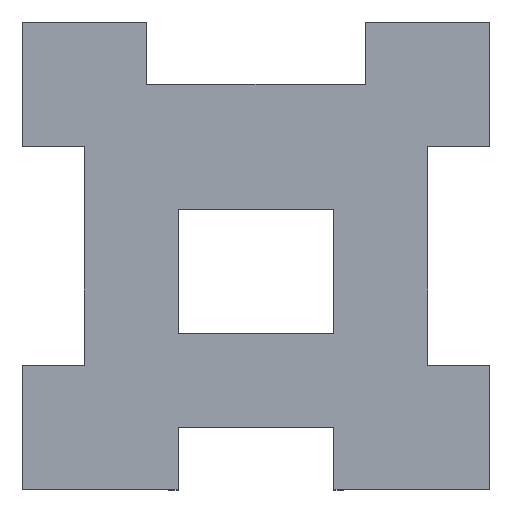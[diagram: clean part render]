
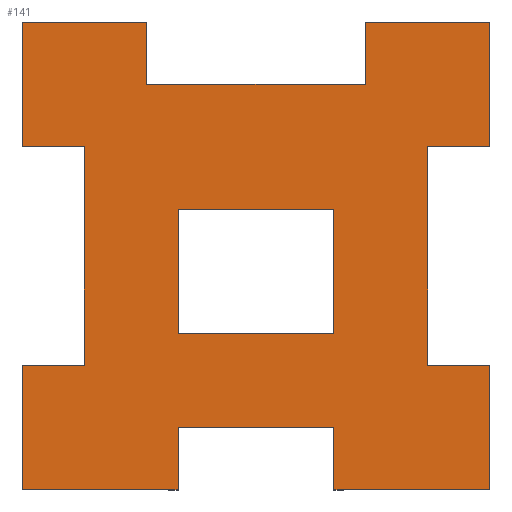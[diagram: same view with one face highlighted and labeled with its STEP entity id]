
A CAD part, top view. The second image highlights one B-rep face of the part: STEP entity #141.
In plain terms, the highlighted planar face has unit normal (0, 0, 1).
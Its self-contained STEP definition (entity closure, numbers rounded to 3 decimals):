
#113=FACE_BOUND('',#217,.T.);
#114=FACE_BOUND('',#218,.T.);
#141=ADVANCED_FACE('',(#113,#114),#167,.F.);
#167=PLANE('',#851);
#217=EDGE_LOOP('',(#317,#318,#319,#320,#321,#322,#323,#324,#325,#326,#327,
#328,#329,#330,#331,#332,#333,#334,#335,#336));
#218=EDGE_LOOP('',(#337,#338,#339,#340));
#317=ORIENTED_EDGE('',*,*,#425,.F.);
#318=ORIENTED_EDGE('',*,*,#482,.F.);
#319=ORIENTED_EDGE('',*,*,#479,.F.);
#320=ORIENTED_EDGE('',*,*,#476,.F.);
#321=ORIENTED_EDGE('',*,*,#473,.F.);
#322=ORIENTED_EDGE('',*,*,#470,.F.);
#323=ORIENTED_EDGE('',*,*,#467,.F.);
#324=ORIENTED_EDGE('',*,*,#464,.F.);
#325=ORIENTED_EDGE('',*,*,#461,.F.);
#326=ORIENTED_EDGE('',*,*,#458,.F.);
#327=ORIENTED_EDGE('',*,*,#455,.F.);
#328=ORIENTED_EDGE('',*,*,#452,.F.);
#329=ORIENTED_EDGE('',*,*,#449,.F.);
#330=ORIENTED_EDGE('',*,*,#446,.F.);
#331=ORIENTED_EDGE('',*,*,#443,.F.);
#332=ORIENTED_EDGE('',*,*,#440,.F.);
#333=ORIENTED_EDGE('',*,*,#437,.F.);
#334=ORIENTED_EDGE('',*,*,#434,.F.);
#335=ORIENTED_EDGE('',*,*,#431,.F.);
#336=ORIENTED_EDGE('',*,*,#428,.F.);
#337=ORIENTED_EDGE('',*,*,#415,.T.);
#338=ORIENTED_EDGE('',*,*,#484,.T.);
#339=ORIENTED_EDGE('',*,*,#421,.T.);
#340=ORIENTED_EDGE('',*,*,#418,.T.);
#367=VERTEX_POINT('',#1040);
#368=VERTEX_POINT('',#1042);
#370=VERTEX_POINT('',#1048);
#372=VERTEX_POINT('',#1054);
#375=VERTEX_POINT('',#1061);
#376=VERTEX_POINT('',#1063);
#378=VERTEX_POINT('',#1069);
#380=VERTEX_POINT('',#1075);
#382=VERTEX_POINT('',#1081);
#384=VERTEX_POINT('',#1087);
#386=VERTEX_POINT('',#1093);
#388=VERTEX_POINT('',#1099);
#390=VERTEX_POINT('',#1105);
#392=VERTEX_POINT('',#1111);
#394=VERTEX_POINT('',#1117);
#396=VERTEX_POINT('',#1123);
#398=VERTEX_POINT('',#1129);
#400=VERTEX_POINT('',#1135);
#402=VERTEX_POINT('',#1141);
#404=VERTEX_POINT('',#1147);
#406=VERTEX_POINT('',#1153);
#408=VERTEX_POINT('',#1159);
#410=VERTEX_POINT('',#1165);
#412=VERTEX_POINT('',#1171);
#415=EDGE_CURVE('',#368,#367,#593,.T.);
#418=EDGE_CURVE('',#370,#368,#596,.T.);
#421=EDGE_CURVE('',#372,#370,#599,.T.);
#425=EDGE_CURVE('',#375,#376,#603,.T.);
#428=EDGE_CURVE('',#376,#378,#606,.T.);
#431=EDGE_CURVE('',#378,#380,#609,.T.);
#434=EDGE_CURVE('',#380,#382,#612,.T.);
#437=EDGE_CURVE('',#382,#384,#615,.T.);
#440=EDGE_CURVE('',#384,#386,#618,.T.);
#443=EDGE_CURVE('',#386,#388,#621,.T.);
#446=EDGE_CURVE('',#388,#390,#624,.T.);
#449=EDGE_CURVE('',#390,#392,#627,.T.);
#452=EDGE_CURVE('',#392,#394,#630,.T.);
#455=EDGE_CURVE('',#394,#396,#633,.T.);
#458=EDGE_CURVE('',#396,#398,#636,.T.);
#461=EDGE_CURVE('',#398,#400,#639,.T.);
#464=EDGE_CURVE('',#400,#402,#642,.T.);
#467=EDGE_CURVE('',#402,#404,#645,.T.);
#470=EDGE_CURVE('',#404,#406,#648,.T.);
#473=EDGE_CURVE('',#406,#408,#651,.T.);
#476=EDGE_CURVE('',#408,#410,#654,.T.);
#479=EDGE_CURVE('',#410,#412,#657,.T.);
#482=EDGE_CURVE('',#412,#375,#660,.T.);
#484=EDGE_CURVE('',#367,#372,#662,.T.);
#593=LINE('',#1041,#691);
#596=LINE('',#1047,#694);
#599=LINE('',#1053,#697);
#603=LINE('',#1062,#701);
#606=LINE('',#1068,#704);
#609=LINE('',#1074,#707);
#612=LINE('',#1080,#710);
#615=LINE('',#1086,#713);
#618=LINE('',#1092,#716);
#621=LINE('',#1098,#719);
#624=LINE('',#1104,#722);
#627=LINE('',#1110,#725);
#630=LINE('',#1116,#728);
#633=LINE('',#1122,#731);
#636=LINE('',#1128,#734);
#639=LINE('',#1134,#737);
#642=LINE('',#1140,#740);
#645=LINE('',#1146,#743);
#648=LINE('',#1152,#746);
#651=LINE('',#1158,#749);
#654=LINE('',#1164,#752);
#657=LINE('',#1170,#755);
#660=LINE('',#1175,#758);
#662=LINE('',#1178,#760);
#691=VECTOR('',#885,1.);
#694=VECTOR('',#890,1.);
#697=VECTOR('',#895,1.);
#701=VECTOR('',#901,1.);
#704=VECTOR('',#906,1.);
#707=VECTOR('',#911,1.);
#710=VECTOR('',#916,1.);
#713=VECTOR('',#921,1.);
#716=VECTOR('',#926,1.);
#719=VECTOR('',#931,1.);
#722=VECTOR('',#936,1.);
#725=VECTOR('',#941,1.);
#728=VECTOR('',#946,1.);
#731=VECTOR('',#951,1.);
#734=VECTOR('',#956,1.);
#737=VECTOR('',#961,1.);
#740=VECTOR('',#966,1.);
#743=VECTOR('',#971,1.);
#746=VECTOR('',#976,1.);
#749=VECTOR('',#981,1.);
#752=VECTOR('',#986,1.);
#755=VECTOR('',#991,1.);
#758=VECTOR('',#996,1.);
#760=VECTOR('',#1000,1.);
#851=AXIS2_PLACEMENT_3D('',#1180,#1003,#1004);
#885=DIRECTION('',(0.,1.,0.));
#890=DIRECTION('',(-1.,0.,0.));
#895=DIRECTION('',(0.,-1.,0.));
#901=DIRECTION('',(0.,1.,0.));
#906=DIRECTION('',(1.,0.,0.));
#911=DIRECTION('',(0.,1.,0.));
#916=DIRECTION('',(-1.,0.,0.));
#921=DIRECTION('',(0.,1.,0.));
#926=DIRECTION('',(1.,0.,0.));
#931=DIRECTION('',(0.,-1.,0.));
#936=DIRECTION('',(1.,0.,0.));
#941=DIRECTION('',(0.,1.,0.));
#946=DIRECTION('',(1.,0.,0.));
#951=DIRECTION('',(0.,-1.,0.));
#956=DIRECTION('',(-1.,0.,0.));
#961=DIRECTION('',(0.,-1.,0.));
#966=DIRECTION('',(1.,0.,0.));
#971=DIRECTION('',(0.,-1.,0.));
#976=DIRECTION('',(-1.,0.,0.));
#981=DIRECTION('',(0.,1.,0.));
#986=DIRECTION('',(-1.,0.,0.));
#991=DIRECTION('',(0.,-1.,0.));
#996=DIRECTION('',(-1.,0.,0.));
#1000=DIRECTION('',(1.,0.,0.));
#1003=DIRECTION('',(0.,0.,-1.));
#1004=DIRECTION('',(-1.,0.,0.));
#1040=CARTESIAN_POINT('',(-5.,14.,4.));
#1041=CARTESIAN_POINT('',(-5.,6.,4.));
#1042=CARTESIAN_POINT('',(-5.,6.,4.));
#1047=CARTESIAN_POINT('',(5.,6.,4.));
#1048=CARTESIAN_POINT('',(5.,6.,4.));
#1053=CARTESIAN_POINT('',(5.,14.,4.));
#1054=CARTESIAN_POINT('',(5.,14.,4.));
#1061=CARTESIAN_POINT('',(-15.,-4.,4.));
#1062=CARTESIAN_POINT('',(-15.,-4.,4.));
#1063=CARTESIAN_POINT('',(-15.,4.,4.));
#1068=CARTESIAN_POINT('',(-15.,4.,4.));
#1069=CARTESIAN_POINT('',(-11.,4.,4.));
#1074=CARTESIAN_POINT('',(-11.,4.,4.));
#1075=CARTESIAN_POINT('',(-11.,18.,4.));
#1080=CARTESIAN_POINT('',(-11.,18.,4.));
#1081=CARTESIAN_POINT('',(-15.,18.,4.));
#1086=CARTESIAN_POINT('',(-15.,18.,4.));
#1087=CARTESIAN_POINT('',(-15.,26.,4.));
#1092=CARTESIAN_POINT('',(-15.,26.,4.));
#1093=CARTESIAN_POINT('',(-7.,26.,4.));
#1098=CARTESIAN_POINT('',(-7.,26.,4.));
#1099=CARTESIAN_POINT('',(-7.,22.,4.));
#1104=CARTESIAN_POINT('',(-7.,22.,4.));
#1105=CARTESIAN_POINT('',(7.,22.,4.));
#1110=CARTESIAN_POINT('',(7.,22.,4.));
#1111=CARTESIAN_POINT('',(7.,26.,4.));
#1116=CARTESIAN_POINT('',(7.,26.,4.));
#1117=CARTESIAN_POINT('',(15.,26.,4.));
#1122=CARTESIAN_POINT('',(15.,26.,4.));
#1123=CARTESIAN_POINT('',(15.,18.,4.));
#1128=CARTESIAN_POINT('',(15.,18.,4.));
#1129=CARTESIAN_POINT('',(11.,18.,4.));
#1134=CARTESIAN_POINT('',(11.,18.,4.));
#1135=CARTESIAN_POINT('',(11.,4.,4.));
#1140=CARTESIAN_POINT('',(11.,4.,4.));
#1141=CARTESIAN_POINT('',(15.,4.,4.));
#1146=CARTESIAN_POINT('',(15.,4.,4.));
#1147=CARTESIAN_POINT('',(15.,-4.,4.));
#1152=CARTESIAN_POINT('',(15.,-4.,4.));
#1153=CARTESIAN_POINT('',(5.,-4.,4.));
#1158=CARTESIAN_POINT('',(5.,-4.,4.));
#1159=CARTESIAN_POINT('',(5.,0.,4.));
#1164=CARTESIAN_POINT('',(5.,0.,4.));
#1165=CARTESIAN_POINT('',(-5.,0.,4.));
#1170=CARTESIAN_POINT('',(-5.,0.,4.));
#1171=CARTESIAN_POINT('',(-5.,-4.,4.));
#1175=CARTESIAN_POINT('',(-5.,-4.,4.));
#1178=CARTESIAN_POINT('',(-5.,14.,4.));
#1180=CARTESIAN_POINT('',(0.,0.,4.));
